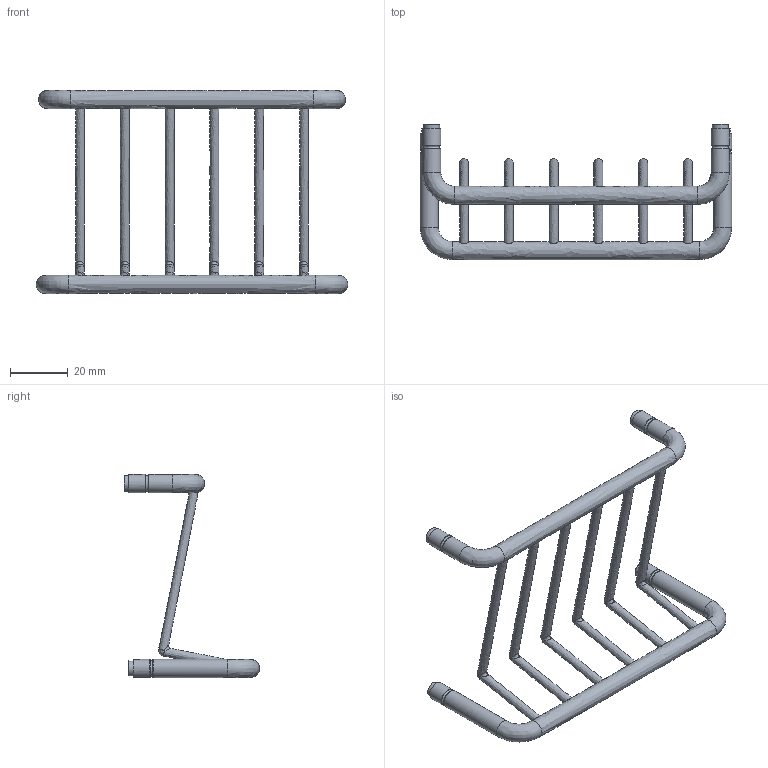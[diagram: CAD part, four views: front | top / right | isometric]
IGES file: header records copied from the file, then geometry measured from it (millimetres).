
Global section: file name: N29; native system: Autodesk Inventor 2018; preprocessor: unknown; author: aduggalther; date: 20171027.084632; units: millimetre
Bounding box: 107.8 x 46.73 x 70.3 mm (x, y, z)
Volume: 14469.9 mm3; surface area: 13301.3 mm2
Topology: 12 solids, 12 shells, 110 faces, 261 edges, 187 vertices
Faces by surface type: bspline 110
